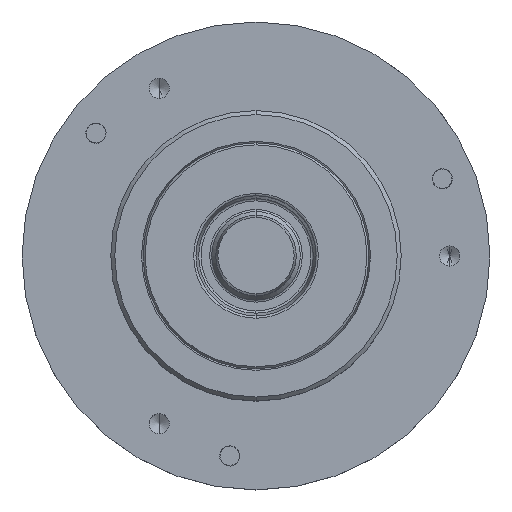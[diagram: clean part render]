
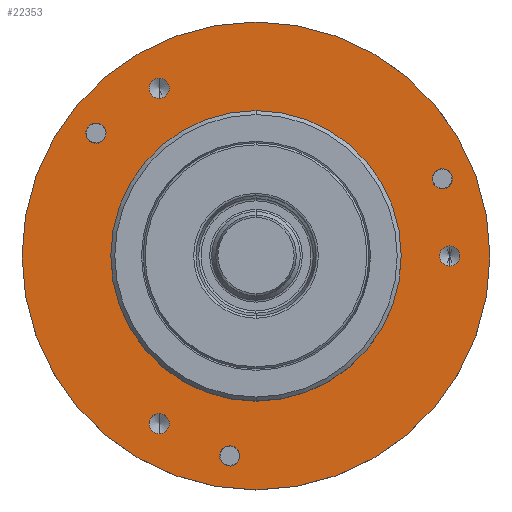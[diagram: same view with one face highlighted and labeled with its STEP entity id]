
A CAD part, top view. The second image highlights one B-rep face of the part: STEP entity #22353.
In plain terms, the highlighted planar face has unit normal (0, 0, 1).
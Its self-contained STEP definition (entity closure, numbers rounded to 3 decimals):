
#3996=CARTESIAN_POINT('',(0.,0.,17.));
#3997=DIRECTION('',(0.,0.,1.));
#3998=DIRECTION('',(1.,0.,0.));
#3999=AXIS2_PLACEMENT_3D('',#3996,#3997,#3998);
#4001=CARTESIAN_POINT('',(0.,0.,17.));
#4002=DIRECTION('',(0.,0.,1.));
#4003=DIRECTION('',(-1.,0.,0.));
#4004=AXIS2_PLACEMENT_3D('',#4001,#4002,#4003);
#4006=CARTESIAN_POINT('',(-19.834,15.219,17.));
#4007=DIRECTION('',(0.,0.,-1.));
#4008=DIRECTION('',(-0.793,0.609,0.));
#4009=AXIS2_PLACEMENT_3D('',#4006,#4007,#4008);
#4011=CARTESIAN_POINT('',(-19.834,15.219,17.));
#4012=DIRECTION('',(0.,0.,-1.));
#4013=DIRECTION('',(0.793,-0.609,0.));
#4014=AXIS2_PLACEMENT_3D('',#4011,#4012,#4013);
#4016=CARTESIAN_POINT('',(-3.263,-24.786,17.));
#4017=DIRECTION('',(0.,0.,-1.));
#4018=DIRECTION('',(-0.131,-0.991,0.));
#4019=AXIS2_PLACEMENT_3D('',#4016,#4017,#4018);
#4021=CARTESIAN_POINT('',(-3.263,-24.786,17.));
#4022=DIRECTION('',(0.,0.,-1.));
#4023=DIRECTION('',(0.131,0.991,0.));
#4024=AXIS2_PLACEMENT_3D('',#4021,#4022,#4023);
#4026=CARTESIAN_POINT('',(23.097,9.567,17.));
#4027=DIRECTION('',(0.,0.,-1.));
#4028=DIRECTION('',(0.924,0.383,0.));
#4029=AXIS2_PLACEMENT_3D('',#4026,#4027,#4028);
#4031=CARTESIAN_POINT('',(23.097,9.567,17.));
#4032=DIRECTION('',(0.,0.,-1.));
#4033=DIRECTION('',(-0.924,-0.383,0.));
#4034=AXIS2_PLACEMENT_3D('',#4031,#4032,#4033);
#4036=CARTESIAN_POINT('',(-12.,-20.785,17.));
#4037=DIRECTION('',(0.,0.,1.));
#4038=DIRECTION('',(0.,-1.,0.));
#4039=AXIS2_PLACEMENT_3D('',#4036,#4037,#4038);
#4041=CARTESIAN_POINT('',(-12.,-20.785,17.));
#4042=DIRECTION('',(0.,0.,1.));
#4043=DIRECTION('',(0.,1.,0.));
#4044=AXIS2_PLACEMENT_3D('',#4041,#4042,#4043);
#4046=CARTESIAN_POINT('',(-12.,20.785,17.));
#4047=DIRECTION('',(0.,0.,1.));
#4048=DIRECTION('',(0.,-1.,0.));
#4049=AXIS2_PLACEMENT_3D('',#4046,#4047,#4048);
#4051=CARTESIAN_POINT('',(-12.,20.785,17.));
#4052=DIRECTION('',(0.,0.,1.));
#4053=DIRECTION('',(0.,1.,0.));
#4054=AXIS2_PLACEMENT_3D('',#4051,#4052,#4053);
#4056=CARTESIAN_POINT('',(24.,0.,17.));
#4057=DIRECTION('',(0.,0.,1.));
#4058=DIRECTION('',(0.,-1.,0.));
#4059=AXIS2_PLACEMENT_3D('',#4056,#4057,#4058);
#4061=CARTESIAN_POINT('',(24.,0.,17.));
#4062=DIRECTION('',(0.,0.,1.));
#4063=DIRECTION('',(0.,1.,0.));
#4064=AXIS2_PLACEMENT_3D('',#4061,#4062,#4063);
#4074=CARTESIAN_POINT('',(0.,0.,17.));
#4075=DIRECTION('',(0.,0.,1.));
#4076=DIRECTION('',(0.,1.,0.));
#4077=AXIS2_PLACEMENT_3D('',#4074,#4075,#4076);
#4111=CARTESIAN_POINT('',(0.,0.,17.));
#4112=DIRECTION('',(0.,0.,-1.));
#4113=DIRECTION('',(0.,1.,0.));
#4114=AXIS2_PLACEMENT_3D('',#4111,#4112,#4113);
#17231=CARTESIAN_POINT('',(0.,18.,17.));
#17232=CARTESIAN_POINT('',(0.,-18.,17.));
#17233=VERTEX_POINT('',#17231);
#17234=VERTEX_POINT('',#17232);
#17235=CARTESIAN_POINT('',(29.,0.,17.));
#17236=CARTESIAN_POINT('',(-29.,0.,17.));
#17237=VERTEX_POINT('',#17235);
#17238=VERTEX_POINT('',#17236);
#17239=CARTESIAN_POINT('',(-20.826,15.98,17.));
#17240=CARTESIAN_POINT('',(-18.842,14.458,17.));
#17241=VERTEX_POINT('',#17239);
#17242=VERTEX_POINT('',#17240);
#17243=CARTESIAN_POINT('',(-3.426,-26.025,17.));
#17244=CARTESIAN_POINT('',(-3.1,-23.547,17.));
#17245=VERTEX_POINT('',#17243);
#17246=VERTEX_POINT('',#17244);
#17247=CARTESIAN_POINT('',(24.252,10.045,17.));
#17248=CARTESIAN_POINT('',(21.942,9.089,17.));
#17249=VERTEX_POINT('',#17247);
#17250=VERTEX_POINT('',#17248);
#17257=CARTESIAN_POINT('',(-12.,-22.035,17.));
#17258=CARTESIAN_POINT('',(-12.,-19.535,17.));
#17259=VERTEX_POINT('',#17257);
#17260=VERTEX_POINT('',#17258);
#17267=CARTESIAN_POINT('',(-12.,19.535,17.));
#17268=CARTESIAN_POINT('',(-12.,22.035,17.));
#17269=VERTEX_POINT('',#17267);
#17270=VERTEX_POINT('',#17268);
#17277=CARTESIAN_POINT('',(24.,-1.25,17.));
#17278=CARTESIAN_POINT('',(24.,1.25,17.));
#17279=VERTEX_POINT('',#17277);
#17280=VERTEX_POINT('',#17278);
#22301=CARTESIAN_POINT('',(0.,0.,17.));
#22302=DIRECTION('',(0.,0.,-1.));
#22303=DIRECTION('',(0.,1.,0.));
#22304=AXIS2_PLACEMENT_3D('',#22301,#22302,#22303);
#22305=PLANE('',#22304);
#22306=ORIENTED_EDGE('',*,*,#22291,.F.);
#22308=ORIENTED_EDGE('',*,*,#22307,.F.);
#22309=EDGE_LOOP('',(#22306,#22308));
#22310=FACE_OUTER_BOUND('',#22309,.F.);
#22312=ORIENTED_EDGE('',*,*,#22311,.T.);
#22314=ORIENTED_EDGE('',*,*,#22313,.F.);
#22315=EDGE_LOOP('',(#22312,#22314));
#22316=FACE_BOUND('',#22315,.F.);
#22318=ORIENTED_EDGE('',*,*,#22317,.F.);
#22320=ORIENTED_EDGE('',*,*,#22319,.F.);
#22321=EDGE_LOOP('',(#22318,#22320));
#22322=FACE_BOUND('',#22321,.F.);
#22324=ORIENTED_EDGE('',*,*,#22323,.F.);
#22326=ORIENTED_EDGE('',*,*,#22325,.F.);
#22327=EDGE_LOOP('',(#22324,#22326));
#22328=FACE_BOUND('',#22327,.F.);
#22330=ORIENTED_EDGE('',*,*,#22329,.F.);
#22332=ORIENTED_EDGE('',*,*,#22331,.F.);
#22333=EDGE_LOOP('',(#22330,#22332));
#22334=FACE_BOUND('',#22333,.F.);
#22336=ORIENTED_EDGE('',*,*,#22335,.T.);
#22338=ORIENTED_EDGE('',*,*,#22337,.T.);
#22339=EDGE_LOOP('',(#22336,#22338));
#22340=FACE_BOUND('',#22339,.F.);
#22342=ORIENTED_EDGE('',*,*,#22341,.T.);
#22344=ORIENTED_EDGE('',*,*,#22343,.T.);
#22345=EDGE_LOOP('',(#22342,#22344));
#22346=FACE_BOUND('',#22345,.F.);
#22348=ORIENTED_EDGE('',*,*,#22347,.T.);
#22350=ORIENTED_EDGE('',*,*,#22349,.T.);
#22351=EDGE_LOOP('',(#22348,#22350));
#22352=FACE_BOUND('',#22351,.F.);
#4000=CIRCLE('',#3999,29.);
#4005=CIRCLE('',#4004,29.);
#4010=CIRCLE('',#4009,1.25);
#4015=CIRCLE('',#4014,1.25);
#4020=CIRCLE('',#4019,1.25);
#4025=CIRCLE('',#4024,1.25);
#4030=CIRCLE('',#4029,1.25);
#4035=CIRCLE('',#4034,1.25);
#4040=CIRCLE('',#4039,1.25);
#4045=CIRCLE('',#4044,1.25);
#4050=CIRCLE('',#4049,1.25);
#4055=CIRCLE('',#4054,1.25);
#4060=CIRCLE('',#4059,1.25);
#4065=CIRCLE('',#4064,1.25);
#4078=CIRCLE('',#4077,18.);
#4115=CIRCLE('',#4114,18.);
#22291=EDGE_CURVE('',#17237,#17238,#4000,.T.);
#22307=EDGE_CURVE('',#17238,#17237,#4005,.T.);
#22311=EDGE_CURVE('',#17233,#17234,#4078,.T.);
#22313=EDGE_CURVE('',#17233,#17234,#4115,.T.);
#22317=EDGE_CURVE('',#17241,#17242,#4010,.T.);
#22319=EDGE_CURVE('',#17242,#17241,#4015,.T.);
#22323=EDGE_CURVE('',#17245,#17246,#4020,.T.);
#22325=EDGE_CURVE('',#17246,#17245,#4025,.T.);
#22329=EDGE_CURVE('',#17249,#17250,#4030,.T.);
#22331=EDGE_CURVE('',#17250,#17249,#4035,.T.);
#22335=EDGE_CURVE('',#17259,#17260,#4040,.T.);
#22337=EDGE_CURVE('',#17260,#17259,#4045,.T.);
#22341=EDGE_CURVE('',#17269,#17270,#4050,.T.);
#22343=EDGE_CURVE('',#17270,#17269,#4055,.T.);
#22347=EDGE_CURVE('',#17279,#17280,#4060,.T.);
#22349=EDGE_CURVE('',#17280,#17279,#4065,.T.);
#22353=ADVANCED_FACE('',(#22310,#22316,#22322,#22328,#22334,#22340,#22346,
#22352),#22305,.F.);
